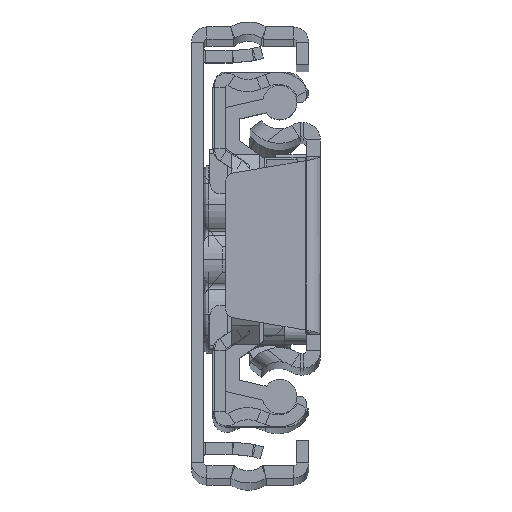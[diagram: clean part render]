
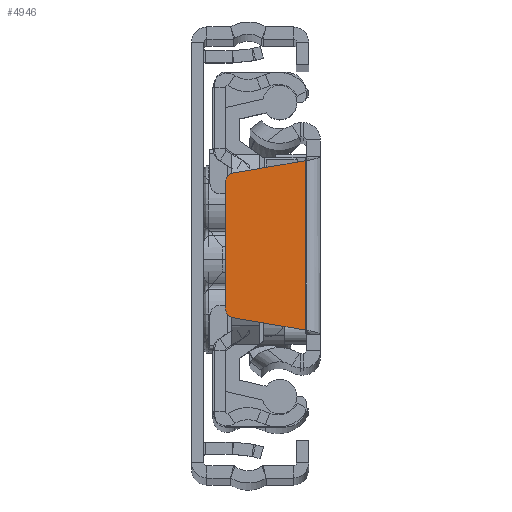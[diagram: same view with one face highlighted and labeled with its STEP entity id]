
A CAD part, top view. The second image highlights one B-rep face of the part: STEP entity #4946.
In plain terms, the highlighted planar face has unit normal (0, 0, 1).
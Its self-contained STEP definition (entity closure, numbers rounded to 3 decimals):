
#240 = AXIS2_PLACEMENT_3D ( 'NONE', #6970, #5396, #13379 ) ;
#246 = VERTEX_POINT ( 'NONE', #19986 ) ;
#629 = PLANE ( 'NONE',  #240 ) ;
#906 = AXIS2_PLACEMENT_3D ( 'NONE', #20233, #18676, #4446 ) ;
#931 = DIRECTION ( 'NONE',  ( -0.986, 0.168, 0. ) ) ;
#1072 = CIRCLE ( 'NONE', #16009, 1. ) ;
#1688 = EDGE_CURVE ( 'NONE', #18118, #246, #15205, .T. ) ;
#2163 = LINE ( 'NONE', #14941, #11186 ) ;
#2398 = ORIENTED_EDGE ( 'NONE', *, *, #5000, .F. ) ;
#3682 = VECTOR ( 'NONE', #7320, 1000. ) ;
#3746 = FACE_OUTER_BOUND ( 'NONE', #15820, .T. ) ;
#3753 = CARTESIAN_POINT ( 'NONE',  ( -8.4, -6.156, 0. ) ) ;
#4164 = CIRCLE ( 'NONE', #906, 1. ) ;
#4446 = DIRECTION ( 'NONE',  ( -1., 0., 0. ) ) ;
#4742 = DIRECTION ( 'NONE',  ( 0., -1., 0. ) ) ;
#4946 = ADVANCED_FACE ( 'NONE', ( #3746 ), #629, .F. ) ;
#5000 = EDGE_CURVE ( 'NONE', #11546, #15834, #15440, .T. ) ;
#5303 = DIRECTION ( 'NONE',  ( -1., 0., 0. ) ) ;
#5396 = DIRECTION ( 'NONE',  ( 0., 0., -1. ) ) ;
#5624 = CARTESIAN_POINT ( 'NONE',  ( -1.5, -8.35, 0. ) ) ;
#6290 = EDGE_CURVE ( 'NONE', #12314, #18118, #4164, .T. ) ;
#6647 = DIRECTION ( 'NONE',  ( 0., 1., 0. ) ) ;
#6829 = EDGE_CURVE ( 'NONE', #246, #11546, #18957, .T. ) ;
#6970 = CARTESIAN_POINT ( 'NONE',  ( -8.4, 6.156, 0. ) ) ;
#7066 = VERTEX_POINT ( 'NONE', #8675 ) ;
#7320 = DIRECTION ( 'NONE',  ( 0.986, 0.168, 0. ) ) ;
#7368 = CARTESIAN_POINT ( 'NONE',  ( -8.568, -7.142, 0. ) ) ;
#8675 = CARTESIAN_POINT ( 'NONE',  ( -9.4, -6.156, 0. ) ) ;
#9434 = EDGE_CURVE ( 'NONE', #7066, #12314, #2163, .T. ) ;
#10014 = ORIENTED_EDGE ( 'NONE', *, *, #9434, .F. ) ;
#10106 = ORIENTED_EDGE ( 'NONE', *, *, #6290, .F. ) ;
#10216 = ORIENTED_EDGE ( 'NONE', *, *, #6829, .F. ) ;
#11186 = VECTOR ( 'NONE', #6647, 1000. ) ;
#11546 = VERTEX_POINT ( 'NONE', #5624 ) ;
#11720 = DIRECTION ( 'NONE',  ( 0., 0., -1. ) ) ;
#12314 = VERTEX_POINT ( 'NONE', #20071 ) ;
#12732 = CARTESIAN_POINT ( 'NONE',  ( -1.5, -8.35, 0. ) ) ;
#13379 = DIRECTION ( 'NONE',  ( -1., 0., 0. ) ) ;
#13422 = CARTESIAN_POINT ( 'NONE',  ( -1.5, 8.35, 0. ) ) ;
#13461 = CARTESIAN_POINT ( 'NONE',  ( -8.568, -7.142, 0. ) ) ;
#14252 = EDGE_CURVE ( 'NONE', #15834, #7066, #1072, .T. ) ;
#14941 = CARTESIAN_POINT ( 'NONE',  ( -9.4, 6.156, 0. ) ) ;
#15205 = LINE ( 'NONE', #13422, #3682 ) ;
#15440 = LINE ( 'NONE', #7368, #15479 ) ;
#15479 = VECTOR ( 'NONE', #931, 1000. ) ;
#15820 = EDGE_LOOP ( 'NONE', ( #10216, #19747, #10106, #10014, #17048, #2398 ) ) ;
#15834 = VERTEX_POINT ( 'NONE', #13461 ) ;
#16009 = AXIS2_PLACEMENT_3D ( 'NONE', #3753, #11720, #5303 ) ;
#16460 = VECTOR ( 'NONE', #4742, 1000. ) ;
#17048 = ORIENTED_EDGE ( 'NONE', *, *, #14252, .F. ) ;
#18118 = VERTEX_POINT ( 'NONE', #19603 ) ;
#18676 = DIRECTION ( 'NONE',  ( 0., 0., -1. ) ) ;
#18957 = LINE ( 'NONE', #12732, #16460 ) ;
#19603 = CARTESIAN_POINT ( 'NONE',  ( -8.568, 7.142, 0. ) ) ;
#19747 = ORIENTED_EDGE ( 'NONE', *, *, #1688, .F. ) ;
#19986 = CARTESIAN_POINT ( 'NONE',  ( -1.5, 8.35, 0. ) ) ;
#20071 = CARTESIAN_POINT ( 'NONE',  ( -9.4, 6.156, 0. ) ) ;
#20233 = CARTESIAN_POINT ( 'NONE',  ( -8.4, 6.156, 0. ) ) ;
